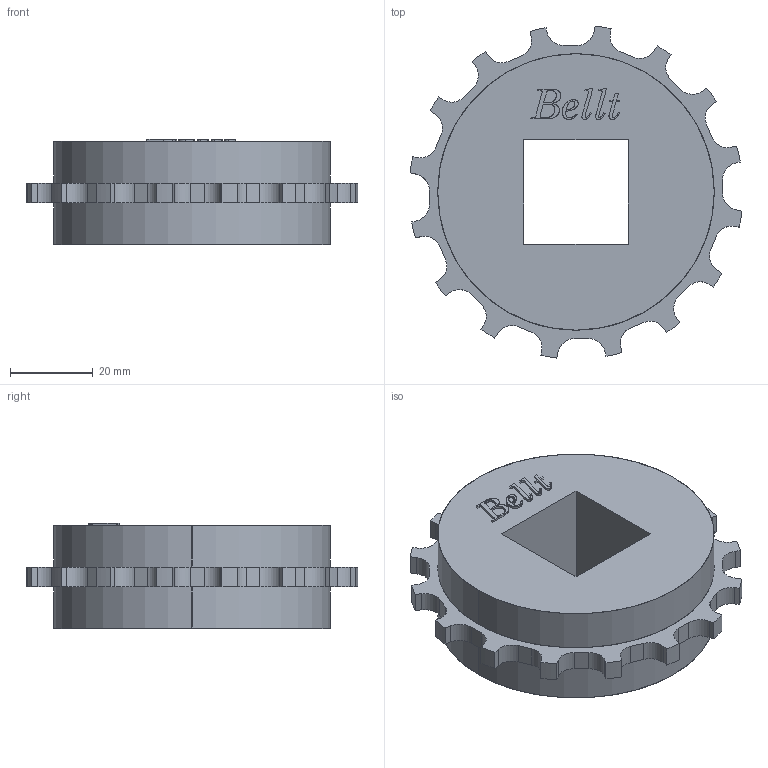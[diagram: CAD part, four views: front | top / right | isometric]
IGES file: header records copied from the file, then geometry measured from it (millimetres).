
Start section: SolidWorks IGES file using analytic representation for surfaces
Global section: file name: Bellt - 155016 - Roda NI 152 ROLETADA Z16.IGS; native system: SolidWorks 2024; preprocessor: SolidWorks 2024; author: User; date: 250926.111252; units: millimetre
Bounding box: 80.46 x 80.46 x 25.5 mm (x, y, z)
Surface area: 15938.5 mm2 (no closed solid volume)
Topology: 0 solids, 0 shells, 206 faces, 2656 edges, 2656 vertices
Faces by surface type: bspline 154, revolution 52
